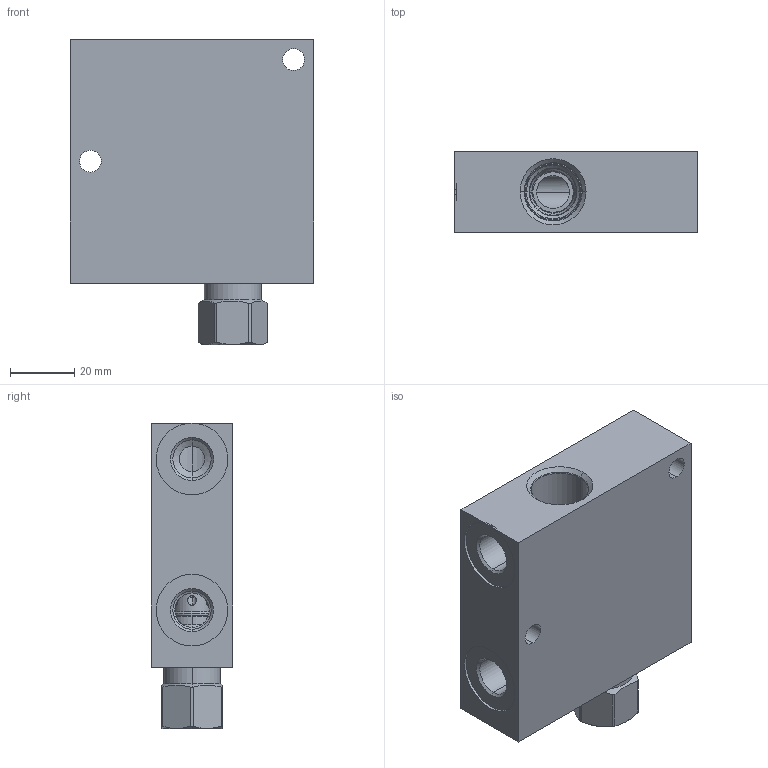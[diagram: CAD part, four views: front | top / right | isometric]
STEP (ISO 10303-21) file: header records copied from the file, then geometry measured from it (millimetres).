
FILE_DESCRIPTION((''),'2;1');
FILE_NAME('J2T_ASM','2019-07-30T',('ProEService'),(''),'PRO/ENGINEER BY PARAMETRIC TECHNOLOGY CORPORATION, 2014200','PRO/ENGINEER BY PARAMETRIC TECHNOLOGY CORPORATION, 2014200','');
FILE_SCHEMA(('CONFIG_CONTROL_DESIGN'));
Length unit declared in the file: inch
Products named in the file (3): 158-481-005; CXADXCN; J2T_ASM
Assembly tree (2 placements, depth 2):
  J2T_ASM
    158-481-005
    CXADXCN
Bounding box: 76.2 x 25.4 x 95.4 mm (x, y, z)
Volume: 127170.1 mm3; surface area: 32055.3 mm2
Topology: 4 solids, 4 shells, 217 faces, 773 edges, 663 vertices
Faces by surface type: cylinder 97, cone 50, plane 32, torus 30, revolution 8
Entity records: 9614 total; most frequent: CARTESIAN_POINT 3124, DIRECTION 1369, ORIENTED_EDGE 1018, EDGE_CURVE 509, AXIS2_PLACEMENT_3D 464, VECTOR 433, LINE 433, VERTEX_POINT 304
